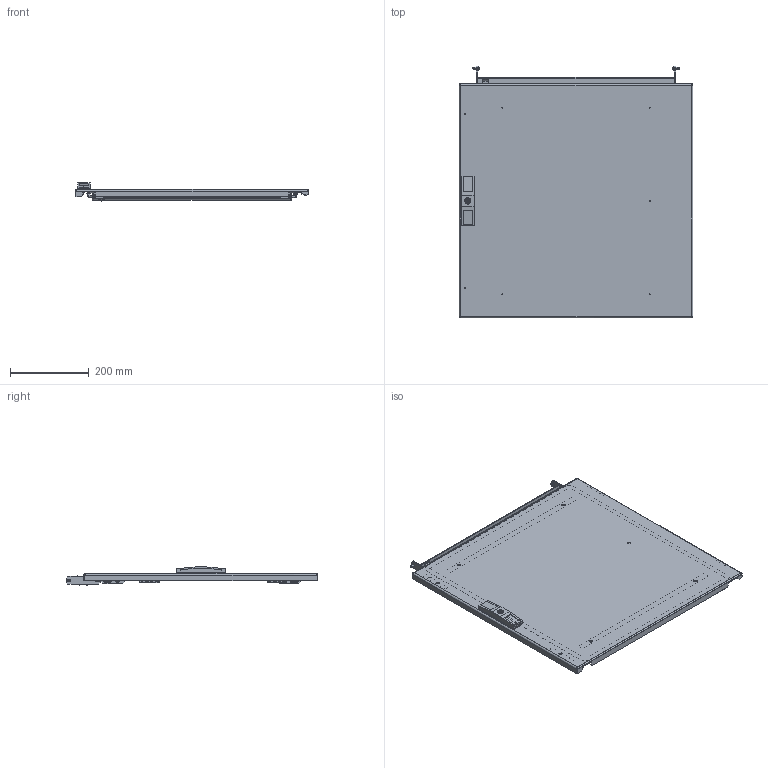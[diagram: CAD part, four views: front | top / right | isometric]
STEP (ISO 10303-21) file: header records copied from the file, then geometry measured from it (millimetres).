
FILE_DESCRIPTION (( 'STEP AP203' ), '1' );
FILE_NAME ('UR35461092600 Äâåðü ãëóõàÿ ñåêöèîííàÿ 600ìì RS52 00.60 (000.801.562-01).STEP', '2022-04-08T12:09:38', ( '' ), ( '' ), 'SwSTEP 2.0', 'SolidWorks 2017', '' );
FILE_SCHEMA (( 'CONFIG_CONTROL_DESIGN' ));
Length unit declared in the file: millimetre
Products named in the file (35): 000.301.014 Îñü; 021-126  呧睯蠈錪; Ãàéêà Ýðèêñîíà Ì5 ñ ïëîñêîé ãîëîâêîé; 000.800.113 Ïåòëÿ ñåêöèîííîé äâåðè; 000.210.585 Îñíîâàíèå äâåðè ãëóõîé ñåêöèîííîé 600 ìì RS52_01 (00.60); Çàêëåïêà ðåçüáîâàÿ óìåíüøåííûé áîðòèê ñ íàñå÷êîé_Œ5å11,5; Øàéáà 6402 Ò_Œ6; 037-60 Ïåòëÿ äâåðè ñåêöèîííîé LC3; Óïëîòíèòåëü ÏÏÓ äëÿ äâåðêè ñåêöèîííîé LC3 ñòàëüíûå ïåòëè_07(600 00.60); 000.173.012 Øâåëëåð ìåæñåêöèîííûé LC3_01 (00.60); 028-98 Ñêîáà; UR35461092600 Äâåðü ãëóõàÿ ñåêöèîííàÿ 600ìì RS52 00.60 (000.801.562-01); Âèíò DIN 7500 M TORX_Œ5å16; 032-215 Øâåëëåð ìåæñåêöèîííûé LC3_01 (00.60); Âèíò DIN 7991_Œ5å10; 000.203.300 Äâåðü ãëóõàÿ ñåêöèîííàÿ 600 ìì RS52_01 (00.60); 040-220 Ïëàíêà çàïîðíàÿ äâåðè ñåêöèîííîé RS52_00 (1000 ¬¬); Ãàéêà øåñòèãðàííàÿ âûñîêàÿ ñàìîñòîïîðÿùàÿñÿ ñ ôëàíöåì ÃÎÑÒ ISO 7043_Œ6; Øïèëüêà ðåçüáîâàÿ Ì6_Œ5å12; 054-201 Ïîïåðå÷èíà äâåðè LC3_01 (00.60); 037-61 Óãîëîê äëÿ çàïèðàíèÿ äâåðè ñåêöèîííîé LC3; MS896 Çàìîê-íàêëàäêà îñíîâíàÿ äëÿ LC_‡ ªàëâ®; 000.800.117 Ïëàíêà çàïîðíàÿ ñåêöèîííîé äâåðè RS52_00 (1000 ¬¬); 044-97 砎鍧錟儆趌00; Øïèëüêà çàçåìëåíèÿ CKF CS_Œ6å16; Âèíò DIN 7500 C TORX_Œ5å12; 050-57 Âòóëêà ñêðûòîé ïåòëè; 016-103 Îñü; 嵑殧趌11648_d5; Âèíò ÃÎÑÒ Ð ÈÑÎ 7049_ST3.5x9.5; Øïèëüêà ðåçüáîâàÿ Ì6_Œ6å12; 050-59 鎗鵻罻; 012-2066 Ïàíåëü äâåðè ãëóõîé ñåêöèîííîé 600 ìì RS52_01 (00.60); 000.203.173 Øâåëëåð ìåæñåêöèîííûé LC3_01 (00.60); 024-382 砑僔蠂縺 鸀槶錼譇 LC3
Assembly tree (73 placements, depth 4):
  UR35461092600 Äâåðü ãëóõàÿ ñåêöèîííàÿ 600ìì RS52 00.60 (000.801.562-01)
    000.203.300 Äâåðü ãëóõàÿ ñåêöèîííàÿ 600 ìì RS52_01 (00.60)
      000.210.585 Îñíîâàíèå äâåðè ãëóõîé ñåêöèîííîé 600 ìì RS52_01 (00.60)
        012-2066 Ïàíåëü äâåðè ãëóõîé ñåêöèîííîé 600 ìì RS52_01 (00.60)
        Øïèëüêà çàçåìëåíèÿ CKF CS_Œ6å16
        Øïèëüêà ðåçüáîâàÿ Ì6_Œ5å12  x4
        Øïèëüêà ðåçüáîâàÿ Ì6_Œ6å12  x2
        050-57 Âòóëêà ñêðûòîé ïåòëè  x2
      Óïëîòíèòåëü ÏÏÓ äëÿ äâåðêè ñåêöèîííîé LC3 ñòàëüíûå ïåòëè_07(600 00.60)
      MS896 Çàìîê-íàêëàäêà îñíîâíàÿ äëÿ LC_‡ ªàëâ®
      Âèíò DIN 7991_Œ5å10  x2
      000.800.117 Ïëàíêà çàïîðíàÿ ñåêöèîííîé äâåðè RS52_00 (1000 ¬¬)
        040-220 Ïëàíêà çàïîðíàÿ äâåðè ñåêöèîííîé RS52_00 (1000 ¬¬)
        028-98 Ñêîáà  x2
      054-201 Ïîïåðå÷èíà äâåðè LC3_01 (00.60)  x2
      Ãàéêà Ýðèêñîíà Ì5 ñ ïëîñêîé ãîëîâêîé  x4
      Øàéáà 6402 Ò_Œ6  x2
      Ãàéêà øåñòèãðàííàÿ âûñîêàÿ ñàìîñòîïîðÿùàÿñÿ ñ ôëàíöåì ÃÎÑÒ ISO 7043_Œ6  x2
    Âèíò DIN 7500 M TORX_Œ5å16  x12
    000.203.173 Øâåëëåð ìåæñåêöèîííûé LC3_01 (00.60)
      000.173.012 Øâåëëåð ìåæñåêöèîííûé LC3_01 (00.60)
        032-215 Øâåëëåð ìåæñåêöèîííûé LC3_01 (00.60)
        024-382 砑僔蠂縺 鸀槶錼譇 LC3  x2
      021-126  呧睯蠈錪
      Âèíò ÃÎÑÒ Ð ÈÑÎ 7049_ST3.5x9.5  x2
    Âèíò DIN 7500 C TORX_Œ5å12  x4
    000.800.113 Ïåòëÿ ñåêöèîííîé äâåðè  x2
      037-60 Ïåòëÿ äâåðè ñåêöèîííîé LC3
      050-59 鎗鵻罻
    000.301.014 Îñü  x2
      016-103 Îñü
    037-61 Óãîëîê äëÿ çàïèðàíèÿ äâåðè ñåêöèîííîé LC3  x2
    嵑殧趌11648_d5  x3
    044-97 砎鍧錟儆趌00  x2
    Çàêëåïêà ðåçüáîâàÿ óìåíüøåííûé áîðòèê ñ íàñå÷êîé_Œ5å11,5  x4
Bounding box: 595 x 641.5 x 45.93 mm (x, y, z)
Volume: 1167376 mm3; surface area: 1190294.1 mm2
Topology: 69 solids, 73 shells, 2182 faces, 5354 edges, 3379 vertices
Faces by surface type: cylinder 1028, plane 770, cone 258, torus 106, sphere 12, bspline 8
Entity records: 33759 total; most frequent: CARTESIAN_POINT 5604, DIRECTION 5218, ORIENTED_EDGE 4624, EDGE_CURVE 2315, AXIS2_PLACEMENT_3D 1957, VERTEX_POINT 1463, VECTOR 1304, LINE 1304
